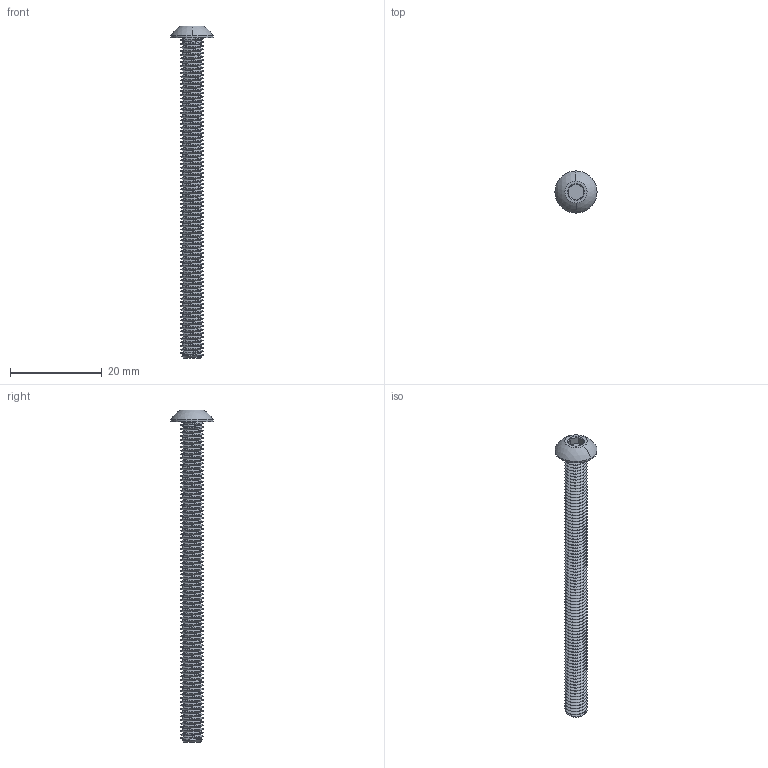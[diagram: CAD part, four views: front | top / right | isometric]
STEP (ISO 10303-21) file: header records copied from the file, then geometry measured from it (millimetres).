
FILE_DESCRIPTION (( 'STEP AP203' ), '1' );
FILE_NAME ('WCP-0262.STEP', '2021-05-12T23:42:29', ( '' ), ( '' ), 'SwSTEP 2.0', 'SolidWorks 2020', '' );
FILE_SCHEMA (( 'CONFIG_CONTROL_DESIGN' ));
Length unit declared in the file: inch
Products named in the file (1): WCP-0262
Bounding box: 9.17 x 9.17 x 72.42 mm (x, y, z)
Volume: 1124.4 mm3; surface area: 1833 mm2
Topology: 1 solids, 1 shells, 202 faces, 583 edges, 386 vertices
Faces by surface type: cylinder 177, cone 10, plane 10, bspline 3, sphere 2
Entity records: 37144 total; most frequent: CARTESIAN_POINT 32668, ORIENTED_EDGE 1164, DIRECTION 634, EDGE_CURVE 582, VERTEX_POINT 384, AXIS2_PLACEMENT_3D 221, EDGE_LOOP 204, FACE_OUTER_BOUND 202
